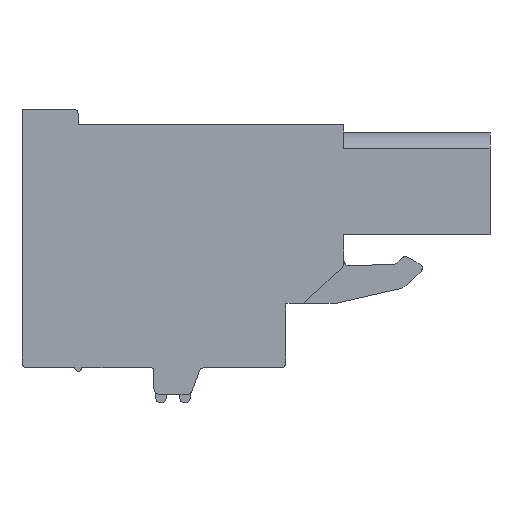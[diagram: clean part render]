
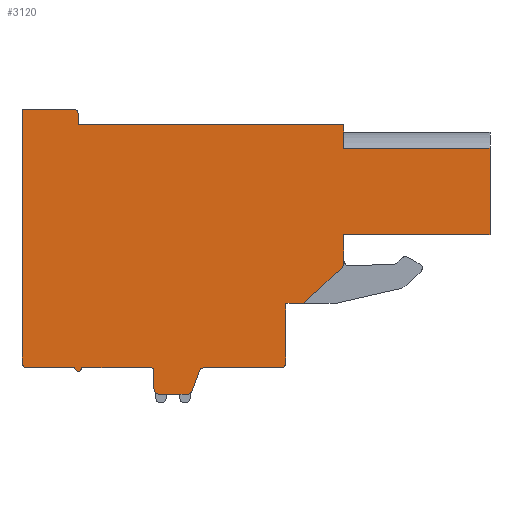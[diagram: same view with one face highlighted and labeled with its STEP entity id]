
A CAD part, left-side view. The second image highlights one B-rep face of the part: STEP entity #3120.
In plain terms, the highlighted planar face has unit normal (-1, 0, 0).
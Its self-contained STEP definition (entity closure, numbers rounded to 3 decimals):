
#1=DIRECTION('',(0.,1.,0.));
#2=VECTOR('',#1,8.3);
#3=CARTESIAN_POINT('',(0.,-13.96,5.635));
#4=LINE('',#3,#2);
#5=DIRECTION('',(0.,1.,0.));
#6=VECTOR('',#5,8.3);
#7=CARTESIAN_POINT('',(0.,-13.96,0.73));
#8=LINE('',#7,#6);
#9=DIRECTION('',(0.,0.,-1.));
#10=VECTOR('',#9,1.64);
#11=CARTESIAN_POINT('',(0.,-5.66,0.73));
#12=LINE('',#11,#10);
#13=CARTESIAN_POINT('',(0.,-5.36,-0.91));
#14=DIRECTION('',(1.,0.,0.));
#15=DIRECTION('',(0.,-1.,0.));
#16=AXIS2_PLACEMENT_3D('',#13,#14,#15);
#18=DIRECTION('',(0.,0.731,-0.683));
#19=VECTOR('',#18,3.018);
#20=CARTESIAN_POINT('',(0.,-5.565,-1.129));
#21=LINE('',#20,#19);
#22=DIRECTION('',(0.,1.,0.));
#23=VECTOR('',#22,1.);
#24=CARTESIAN_POINT('',(0.,-3.36,-3.19));
#25=LINE('',#24,#23);
#26=DIRECTION('',(0.,0.,-1.));
#27=VECTOR('',#26,0.5);
#28=CARTESIAN_POINT('',(0.,-2.36,-3.19));
#29=LINE('',#28,#27);
#30=DIRECTION('',(0.,0.,-1.));
#31=VECTOR('',#30,2.35);
#32=CARTESIAN_POINT('',(0.,-2.36,-3.69));
#33=LINE('',#32,#31);
#34=DIRECTION('',(0.,0.,-1.));
#35=VECTOR('',#34,0.5);
#36=CARTESIAN_POINT('',(0.,-2.36,-6.04));
#37=LINE('',#36,#35);
#38=CARTESIAN_POINT('',(0.,-2.06,-6.54));
#39=DIRECTION('',(1.,0.,0.));
#40=DIRECTION('',(0.,-1.,0.));
#41=AXIS2_PLACEMENT_3D('',#38,#39,#40);
#43=DIRECTION('',(0.,1.,0.));
#44=VECTOR('',#43,4.34);
#45=CARTESIAN_POINT('',(0.,-2.06,-6.84));
#46=LINE('',#45,#44);
#47=CARTESIAN_POINT('',(0.,2.28,-7.14));
#48=DIRECTION('',(-1.,0.,0.));
#49=DIRECTION('',(0.,0.,1.));
#50=AXIS2_PLACEMENT_3D('',#47,#48,#49);
#52=DIRECTION('',(0.,0.345,-0.939));
#53=VECTOR('',#52,1.179);
#54=CARTESIAN_POINT('',(0.,2.562,-7.037));
#55=LINE('',#54,#53);
#56=CARTESIAN_POINT('',(0.,3.25,-8.04));
#57=DIRECTION('',(1.,0.,0.));
#58=DIRECTION('',(0.,-0.939,-0.345));
#59=AXIS2_PLACEMENT_3D('',#56,#57,#58);
#61=DIRECTION('',(0.,1.,0.));
#62=VECTOR('',#61,1.59);
#63=CARTESIAN_POINT('',(0.,3.25,-8.34));
#64=LINE('',#63,#62);
#65=CARTESIAN_POINT('',(0.,4.84,-8.04));
#66=DIRECTION('',(1.,0.,0.));
#67=DIRECTION('',(0.,0.,-1.));
#68=AXIS2_PLACEMENT_3D('',#65,#66,#67);
#70=DIRECTION('',(0.,0.,1.));
#71=VECTOR('',#70,1.);
#72=CARTESIAN_POINT('',(0.,5.14,-8.04));
#73=LINE('',#72,#71);
#74=CARTESIAN_POINT('',(0.,5.34,-7.04));
#75=DIRECTION('',(-1.,0.,0.));
#76=DIRECTION('',(0.,-1.,0.));
#77=AXIS2_PLACEMENT_3D('',#74,#75,#76);
#79=DIRECTION('',(0.,1.,0.));
#80=VECTOR('',#79,3.9);
#81=CARTESIAN_POINT('',(0.,5.34,-6.84));
#82=LINE('',#81,#80);
#83=CARTESIAN_POINT('',(0.,9.44,-6.84));
#84=DIRECTION('',(1.,0.,0.));
#85=DIRECTION('',(0.,-1.,0.));
#86=AXIS2_PLACEMENT_3D('',#83,#84,#85);
#88=DIRECTION('',(0.,1.,0.));
#89=VECTOR('',#88,2.7);
#90=CARTESIAN_POINT('',(0.,9.64,-6.84));
#91=LINE('',#90,#89);
#92=CARTESIAN_POINT('',(0.,12.34,-6.54));
#93=DIRECTION('',(1.,0.,0.));
#94=DIRECTION('',(0.,0.,-1.));
#95=AXIS2_PLACEMENT_3D('',#92,#93,#94);
#97=DIRECTION('',(0.,0.,1.));
#98=VECTOR('',#97,0.5);
#99=CARTESIAN_POINT('',(0.,12.64,-6.54));
#100=LINE('',#99,#98);
#101=DIRECTION('',(0.,0.,1.));
#102=VECTOR('',#101,13.9);
#103=CARTESIAN_POINT('',(0.,12.64,-6.04));
#104=LINE('',#103,#102);
#105=DIRECTION('',(0.,-1.,0.));
#106=VECTOR('',#105,2.9);
#107=CARTESIAN_POINT('',(0.,12.64,7.86));
#108=LINE('',#107,#106);
#109=CARTESIAN_POINT('',(0.,9.74,7.56));
#110=DIRECTION('',(1.,0.,0.));
#111=DIRECTION('',(0.,0.,1.));
#112=AXIS2_PLACEMENT_3D('',#109,#110,#111);
#114=DIRECTION('',(0.,0.,-1.));
#115=VECTOR('',#114,0.6);
#116=CARTESIAN_POINT('',(0.,9.44,7.56));
#117=LINE('',#116,#115);
#118=DIRECTION('',(0.,-1.,0.));
#119=VECTOR('',#118,15.1);
#120=CARTESIAN_POINT('',(0.,9.44,6.96));
#121=LINE('',#120,#119);
#157=DIRECTION('',(0.,0.,1.));
#158=VECTOR('',#157,1.325);
#159=CARTESIAN_POINT('',(0.,-5.66,5.635));
#160=LINE('',#159,#158);
#360=DIRECTION('',(0.,0.,1.));
#361=VECTOR('',#360,4.905);
#362=CARTESIAN_POINT('',(0.,-13.96,0.73));
#363=LINE('',#362,#361);
#2325=CARTESIAN_POINT('',(0.,12.34,-6.84));
#2326=CARTESIAN_POINT('',(0.,12.64,-6.54));
#2327=VERTEX_POINT('',#2325);
#2328=VERTEX_POINT('',#2326);
#2329=CARTESIAN_POINT('',(0.,12.64,-6.04));
#2330=VERTEX_POINT('',#2329);
#2331=CARTESIAN_POINT('',(0.,12.64,7.86));
#2332=VERTEX_POINT('',#2331);
#2333=CARTESIAN_POINT('',(0.,9.74,7.86));
#2334=VERTEX_POINT('',#2333);
#2335=CARTESIAN_POINT('',(0.,9.44,7.56));
#2336=VERTEX_POINT('',#2335);
#2337=CARTESIAN_POINT('',(0.,9.44,6.96));
#2338=VERTEX_POINT('',#2337);
#2339=CARTESIAN_POINT('',(0.,-5.66,6.96));
#2340=VERTEX_POINT('',#2339);
#2341=CARTESIAN_POINT('',(0.,-13.96,0.73));
#2342=CARTESIAN_POINT('',(0.,-5.66,0.73));
#2343=VERTEX_POINT('',#2341);
#2344=VERTEX_POINT('',#2342);
#2345=CARTESIAN_POINT('',(0.,-5.66,-0.91));
#2346=VERTEX_POINT('',#2345);
#2347=CARTESIAN_POINT('',(0.,-5.565,-1.129));
#2348=VERTEX_POINT('',#2347);
#2349=CARTESIAN_POINT('',(0.,-3.36,-3.19));
#2350=VERTEX_POINT('',#2349);
#2351=CARTESIAN_POINT('',(0.,-2.36,-3.19));
#2352=VERTEX_POINT('',#2351);
#2353=CARTESIAN_POINT('',(0.,-2.36,-3.69));
#2354=VERTEX_POINT('',#2353);
#2355=CARTESIAN_POINT('',(0.,-2.36,-6.04));
#2356=VERTEX_POINT('',#2355);
#2357=CARTESIAN_POINT('',(0.,-2.36,-6.54));
#2358=VERTEX_POINT('',#2357);
#2359=CARTESIAN_POINT('',(0.,-2.06,-6.84));
#2360=VERTEX_POINT('',#2359);
#2361=CARTESIAN_POINT('',(0.,2.28,-6.84));
#2362=VERTEX_POINT('',#2361);
#2363=CARTESIAN_POINT('',(0.,2.562,-7.037));
#2364=VERTEX_POINT('',#2363);
#2365=CARTESIAN_POINT('',(0.,2.968,-8.143));
#2366=VERTEX_POINT('',#2365);
#2367=CARTESIAN_POINT('',(0.,3.25,-8.34));
#2368=VERTEX_POINT('',#2367);
#2369=CARTESIAN_POINT('',(0.,4.84,-8.34));
#2370=VERTEX_POINT('',#2369);
#2371=CARTESIAN_POINT('',(0.,5.14,-8.04));
#2372=VERTEX_POINT('',#2371);
#2373=CARTESIAN_POINT('',(0.,5.14,-7.04));
#2374=VERTEX_POINT('',#2373);
#2375=CARTESIAN_POINT('',(0.,5.34,-6.84));
#2376=VERTEX_POINT('',#2375);
#2377=CARTESIAN_POINT('',(0.,9.24,-6.84));
#2378=VERTEX_POINT('',#2377);
#2379=CARTESIAN_POINT('',(0.,9.64,-6.84));
#2380=VERTEX_POINT('',#2379);
#2525=CARTESIAN_POINT('',(0.,-13.96,5.635));
#2526=CARTESIAN_POINT('',(0.,-5.66,5.635));
#2527=VERTEX_POINT('',#2525);
#2528=VERTEX_POINT('',#2526);
#3053=CARTESIAN_POINT('',(0.,0.,0.));
#3054=DIRECTION('',(1.,0.,0.));
#3055=DIRECTION('',(0.,-1.,0.));
#3056=AXIS2_PLACEMENT_3D('',#3053,#3054,#3055);
#3057=PLANE('',#3056);
#3059=ORIENTED_EDGE('',*,*,#3058,.F.);
#3061=ORIENTED_EDGE('',*,*,#3060,.F.);
#3063=ORIENTED_EDGE('',*,*,#3062,.T.);
#3065=ORIENTED_EDGE('',*,*,#3064,.T.);
#3067=ORIENTED_EDGE('',*,*,#3066,.T.);
#3069=ORIENTED_EDGE('',*,*,#3068,.T.);
#3071=ORIENTED_EDGE('',*,*,#3070,.T.);
#3073=ORIENTED_EDGE('',*,*,#3072,.T.);
#3075=ORIENTED_EDGE('',*,*,#3074,.T.);
#3077=ORIENTED_EDGE('',*,*,#3076,.T.);
#3079=ORIENTED_EDGE('',*,*,#3078,.T.);
#3081=ORIENTED_EDGE('',*,*,#3080,.T.);
#3083=ORIENTED_EDGE('',*,*,#3082,.T.);
#3085=ORIENTED_EDGE('',*,*,#3084,.T.);
#3087=ORIENTED_EDGE('',*,*,#3086,.T.);
#3089=ORIENTED_EDGE('',*,*,#3088,.T.);
#3091=ORIENTED_EDGE('',*,*,#3090,.T.);
#3093=ORIENTED_EDGE('',*,*,#3092,.T.);
#3095=ORIENTED_EDGE('',*,*,#3094,.T.);
#3097=ORIENTED_EDGE('',*,*,#3096,.T.);
#3099=ORIENTED_EDGE('',*,*,#3098,.T.);
#3101=ORIENTED_EDGE('',*,*,#3100,.T.);
#3103=ORIENTED_EDGE('',*,*,#3102,.T.);
#3105=ORIENTED_EDGE('',*,*,#3104,.T.);
#3107=ORIENTED_EDGE('',*,*,#3106,.T.);
#3109=ORIENTED_EDGE('',*,*,#3108,.T.);
#3111=ORIENTED_EDGE('',*,*,#3110,.T.);
#3113=ORIENTED_EDGE('',*,*,#3112,.T.);
#3115=ORIENTED_EDGE('',*,*,#3114,.T.);
#3117=ORIENTED_EDGE('',*,*,#3116,.F.);
#3118=EDGE_LOOP('',(#3059,#3061,#3063,#3065,#3067,#3069,#3071,#3073,#3075,#3077,
#3079,#3081,#3083,#3085,#3087,#3089,#3091,#3093,#3095,#3097,#3099,#3101,#3103,
#3105,#3107,#3109,#3111,#3113,#3115,#3117));
#3119=FACE_OUTER_BOUND('',#3118,.F.);
#3120=ADVANCED_FACE('',(#3119),#3057,.F.);
#17=CIRCLE('',#16,0.3);
#42=CIRCLE('',#41,0.3);
#51=CIRCLE('',#50,0.3);
#60=CIRCLE('',#59,0.3);
#69=CIRCLE('',#68,0.3);
#78=CIRCLE('',#77,0.2);
#87=CIRCLE('',#86,0.2);
#96=CIRCLE('',#95,0.3);
#113=CIRCLE('',#112,0.3);
#3058=EDGE_CURVE('',#2527,#2528,#4,.T.);
#3060=EDGE_CURVE('',#2343,#2527,#363,.T.);
#3062=EDGE_CURVE('',#2343,#2344,#8,.T.);
#3064=EDGE_CURVE('',#2344,#2346,#12,.T.);
#3066=EDGE_CURVE('',#2346,#2348,#17,.T.);
#3068=EDGE_CURVE('',#2348,#2350,#21,.T.);
#3070=EDGE_CURVE('',#2350,#2352,#25,.T.);
#3072=EDGE_CURVE('',#2352,#2354,#29,.T.);
#3074=EDGE_CURVE('',#2354,#2356,#33,.T.);
#3076=EDGE_CURVE('',#2356,#2358,#37,.T.);
#3078=EDGE_CURVE('',#2358,#2360,#42,.T.);
#3080=EDGE_CURVE('',#2360,#2362,#46,.T.);
#3082=EDGE_CURVE('',#2362,#2364,#51,.T.);
#3084=EDGE_CURVE('',#2364,#2366,#55,.T.);
#3086=EDGE_CURVE('',#2366,#2368,#60,.T.);
#3088=EDGE_CURVE('',#2368,#2370,#64,.T.);
#3090=EDGE_CURVE('',#2370,#2372,#69,.T.);
#3092=EDGE_CURVE('',#2372,#2374,#73,.T.);
#3094=EDGE_CURVE('',#2374,#2376,#78,.T.);
#3096=EDGE_CURVE('',#2376,#2378,#82,.T.);
#3098=EDGE_CURVE('',#2378,#2380,#87,.T.);
#3100=EDGE_CURVE('',#2380,#2327,#91,.T.);
#3102=EDGE_CURVE('',#2327,#2328,#96,.T.);
#3104=EDGE_CURVE('',#2328,#2330,#100,.T.);
#3106=EDGE_CURVE('',#2330,#2332,#104,.T.);
#3108=EDGE_CURVE('',#2332,#2334,#108,.T.);
#3110=EDGE_CURVE('',#2334,#2336,#113,.T.);
#3112=EDGE_CURVE('',#2336,#2338,#117,.T.);
#3114=EDGE_CURVE('',#2338,#2340,#121,.T.);
#3116=EDGE_CURVE('',#2528,#2340,#160,.T.);
